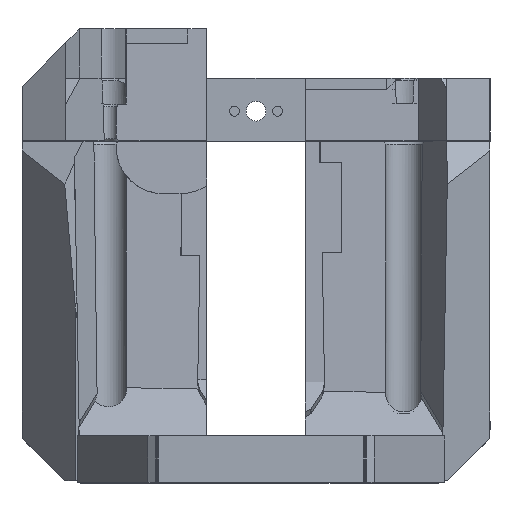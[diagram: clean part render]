
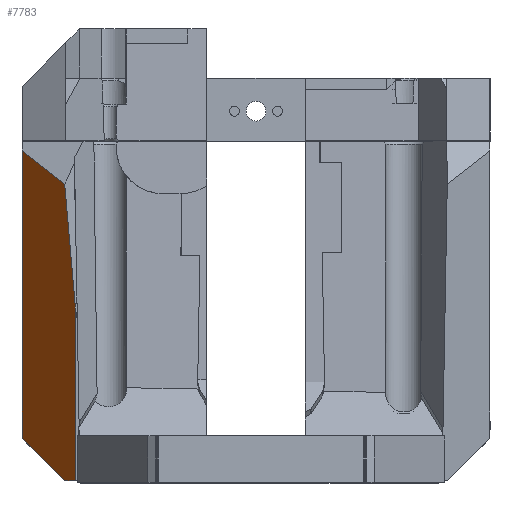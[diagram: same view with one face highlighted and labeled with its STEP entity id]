
A CAD part, top view. The second image highlights one B-rep face of the part: STEP entity #7783.
In plain terms, the highlighted face is planar.
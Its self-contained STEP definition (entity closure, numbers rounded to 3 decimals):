
#878=FACE_OUTER_BOUND('',#1327,.T.);
#1327=EDGE_LOOP('',(#5650,#5651,#5652,#5653,#5654,#5655));
#1824=LINE('',#12599,#2525);
#1825=LINE('',#12601,#2526);
#1826=LINE('',#12603,#2527);
#1827=LINE('',#12605,#2528);
#1828=LINE('',#12607,#2529);
#1829=LINE('',#12608,#2530);
#2525=VECTOR('',#8865,10.);
#2526=VECTOR('',#8866,10.);
#2527=VECTOR('',#8867,10.);
#2528=VECTOR('',#8868,10.);
#2529=VECTOR('',#8869,10.);
#2530=VECTOR('',#8870,10.);
#3307=VERTEX_POINT('',#12597);
#3308=VERTEX_POINT('',#12598);
#3309=VERTEX_POINT('',#12600);
#3310=VERTEX_POINT('',#12602);
#3311=VERTEX_POINT('',#12604);
#3312=VERTEX_POINT('',#12606);
#4178=EDGE_CURVE('',#3307,#3308,#1824,.T.);
#4179=EDGE_CURVE('',#3308,#3309,#1825,.F.);
#4180=EDGE_CURVE('',#3309,#3310,#1826,.T.);
#4181=EDGE_CURVE('',#3310,#3311,#1827,.T.);
#4182=EDGE_CURVE('',#3311,#3312,#1828,.T.);
#4183=EDGE_CURVE('',#3312,#3307,#1829,.F.);
#5650=ORIENTED_EDGE('',*,*,#4178,.T.);
#5651=ORIENTED_EDGE('',*,*,#4179,.T.);
#5652=ORIENTED_EDGE('',*,*,#4180,.T.);
#5653=ORIENTED_EDGE('',*,*,#4181,.T.);
#5654=ORIENTED_EDGE('',*,*,#4182,.T.);
#5655=ORIENTED_EDGE('',*,*,#4183,.T.);
#7460=PLANE('',#8177);
#7783=ADVANCED_FACE('',(#878),#7460,.T.);
#8177=AXIS2_PLACEMENT_3D('',#12596,#8863,#8864);
#8863=DIRECTION('center_axis',(-0.82,0.572,0.));
#8864=DIRECTION('ref_axis',(0.,0.,1.));
#8865=DIRECTION('',(-0.523,-0.75,-0.405));
#8866=DIRECTION('',(0.,0.,-1.));
#8867=DIRECTION('',(0.497,0.712,0.497));
#8868=DIRECTION('',(0.572,0.82,0.));
#8869=DIRECTION('',(0.,0.,-1.));
#8870=DIRECTION('',(0.085,0.122,0.989));
#12596=CARTESIAN_POINT('Origin',(-36.4,25.171,-12.677));
#12597=CARTESIAN_POINT('',(-31.065,32.818,-45.772));
#12598=CARTESIAN_POINT('',(-37.999,22.878,-51.142));
#12599=CARTESIAN_POINT('',(-24.294,42.526,-40.527));
#12600=CARTESIAN_POINT('',(-37.999,22.878,-4.541));
#12601=CARTESIAN_POINT('',(-37.999,22.878,-6.438));
#12602=CARTESIAN_POINT('',(-31.058,32.829,2.4));
#12603=CARTESIAN_POINT('',(-31.686,31.929,1.772));
#12604=CARTESIAN_POINT('',(-29.313,35.33,2.4));
#12605=CARTESIAN_POINT('',(-14.166,57.047,2.4));
#12606=CARTESIAN_POINT('',(-29.313,35.33,-25.48));
#12607=CARTESIAN_POINT('',(-29.313,35.33,-18.915));
#12608=CARTESIAN_POINT('',(-30.245,33.994,-36.274));
